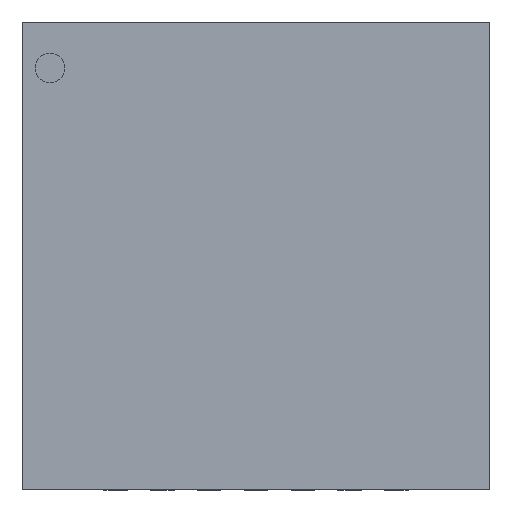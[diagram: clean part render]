
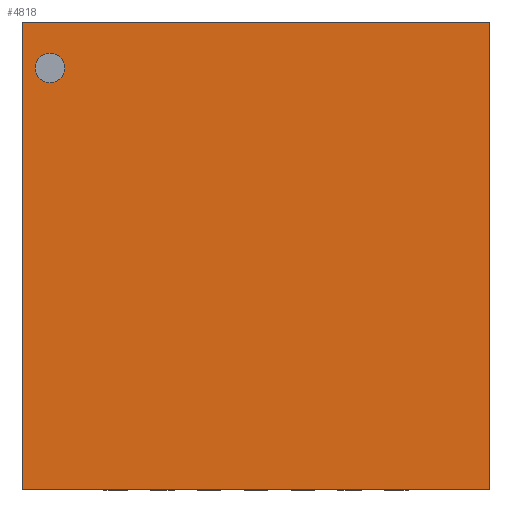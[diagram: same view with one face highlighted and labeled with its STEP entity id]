
A CAD part, top view. The second image highlights one B-rep face of the part: STEP entity #4818.
In plain terms, the highlighted planar face has unit normal (0, 0, 1).
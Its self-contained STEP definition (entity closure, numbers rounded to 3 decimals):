
#43=FACE_BOUND('',#620,.T.);
#49=PLANE('',#5171);
#325=FACE_OUTER_BOUND('',#619,.T.);
#619=EDGE_LOOP('',(#3511,#3512,#3513,#3514));
#620=EDGE_LOOP('',(#3515));
#944=LINE('',#7083,#1529);
#974=LINE('',#7143,#1559);
#1007=LINE('',#7209,#1592);
#1037=LINE('',#7268,#1622);
#1529=VECTOR('',#5647,1000.);
#1559=VECTOR('',#5679,1000.);
#1592=VECTOR('',#5714,1000.);
#1622=VECTOR('',#5746,1000.);
#2071=CIRCLE('',#5143,0.126);
#2185=VERTEX_POINT('',#6955);
#2243=VERTEX_POINT('',#7080);
#2244=VERTEX_POINT('',#7082);
#2273=VERTEX_POINT('',#7141);
#2305=VERTEX_POINT('',#7207);
#2651=EDGE_CURVE('',#2185,#2185,#2071,.T.);
#2710=EDGE_CURVE('',#2244,#2243,#944,.T.);
#2740=EDGE_CURVE('',#2243,#2273,#974,.T.);
#2773=EDGE_CURVE('',#2273,#2305,#1007,.T.);
#2803=EDGE_CURVE('',#2305,#2244,#1037,.T.);
#3511=ORIENTED_EDGE('',*,*,#2710,.T.);
#3512=ORIENTED_EDGE('',*,*,#2740,.T.);
#3513=ORIENTED_EDGE('',*,*,#2773,.T.);
#3514=ORIENTED_EDGE('',*,*,#2803,.T.);
#3515=ORIENTED_EDGE('',*,*,#2651,.T.);
#4818=ADVANCED_FACE('',(#325,#43),#49,.T.);
#5143=AXIS2_PLACEMENT_3D('',#6956,#5554,#5555);
#5171=AXIS2_PLACEMENT_3D('',#7272,#5749,#5750);
#5554=DIRECTION('center_axis',(0.,0.,-1.));
#5555=DIRECTION('ref_axis',(-1.,0.,0.));
#5647=DIRECTION('',(0.,-1.,0.));
#5679=DIRECTION('',(1.,0.,0.));
#5714=DIRECTION('',(0.,1.,0.));
#5746=DIRECTION('',(-1.,0.,0.));
#5749=DIRECTION('center_axis',(0.,0.,1.));
#5750=DIRECTION('ref_axis',(0.,-1.,0.));
#6955=CARTESIAN_POINT('',(-1.635,1.691,0.551));
#6956=CARTESIAN_POINT('Origin',(-1.761,1.691,0.551));
#7080=CARTESIAN_POINT('',(-2.,-1.916,0.551));
#7082=CARTESIAN_POINT('',(-2.,2.084,0.551));
#7083=CARTESIAN_POINT('',(-2.,-1.916,0.551));
#7141=CARTESIAN_POINT('',(2.,-1.916,0.551));
#7143=CARTESIAN_POINT('',(2.,-1.916,0.551));
#7207=CARTESIAN_POINT('',(2.,2.084,0.551));
#7209=CARTESIAN_POINT('',(2.,-1.916,0.551));
#7268=CARTESIAN_POINT('',(2.,2.084,0.551));
#7272=CARTESIAN_POINT('Origin',(0.,0.084,0.551));
